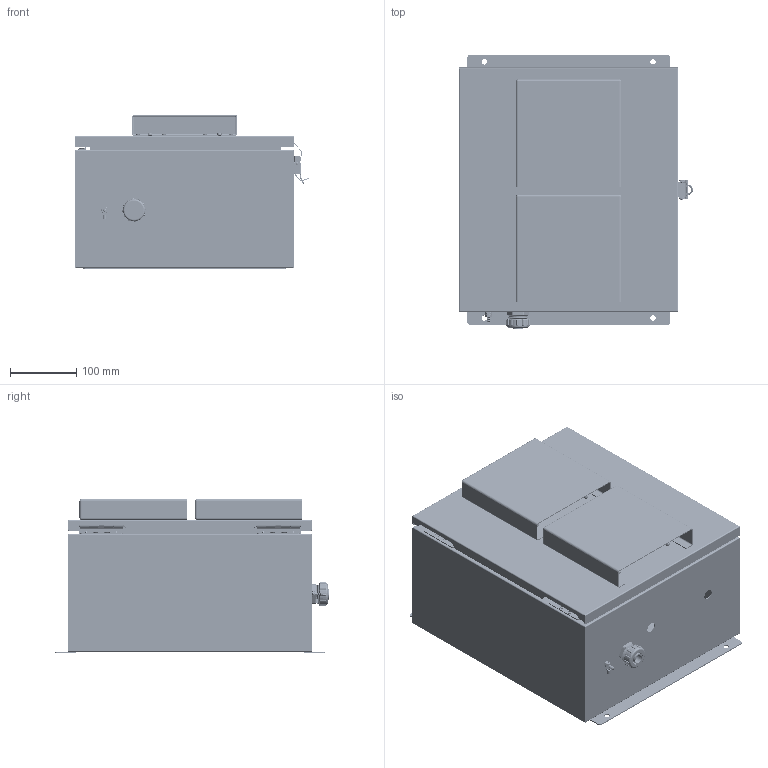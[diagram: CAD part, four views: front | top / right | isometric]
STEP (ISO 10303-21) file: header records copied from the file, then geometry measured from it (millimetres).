
FILE_DESCRIPTION (( 'STEP AP214' ), '1' );
FILE_NAME ('NBSS141207-03V.step', '2020-03-18T19:05:10', ( '' ), ( '' ), 'SwSTEP 2.0', 'SolidWorks 2018', '' );
FILE_SCHEMA (( 'AUTOMOTIVE_DESIGN' ));
Length unit declared in the file: inch
Products named in the file (35): NBSS141207-03V; XCT-0011; NBSS141207_box assy; NBSS_integra_csink wshr; NBSS_integra_gnd stud; XNBSS141207-02; 97526A125_.1348 matl thk; XFS-0026; NBSS_integra_hinge pin; XCT-0005; XFN-0003; XFW-0002; XC-0003_.06 panel; 91115A288_18-8 SS FF THD HEX STDF_91115A288; NBSS141207_lid assy; RIVET_SHORT_12DIA_1; 9912562-82-10_1; 1BE04-068; NBSS141207; NBSS_integra_box brkt; RIVET_LONG_12DIA_1; NBSS_integra_lid hinge; XMH-0001; 10-32 stud^NBSS141207_box assy; NBSS141207_box; NBSS_integra_box hinge; NBSS_integra_latch; XCA-TERM-0007-UL_Used On NB141207-1HF; NBSS_integra_fhscr_91771A830_10-32 x .62lg; NBSS_integra_L-com mtg flange; XCT-0010; NEMA Ground Wire-MA1; XFS-0020_91735A827; NBSS141207_lid; 1AJ09-156_.099 grip
Assembly tree (78 placements, depth 6):
  NBSS141207-03V
    XNBSS141207-02
      NBSS141207
        NBSS141207_box assy
          NBSS141207_box
          NBSS_integra_box hinge  x2
          NBSS_integra_fhscr_91771A830_10-32 x .62lg  x4
          NBSS_integra_box brkt  x2
          NBSS_integra_csink wshr  x4
          NBSS_integra_hinge pin  x2
          NBSS_integra_latch
            9912562-82-10_1
            RIVET_LONG_12DIA_1
            RIVET_SHORT_12DIA_1  x2
          NBSS_integra_gnd stud
          10-32 stud^NBSS141207_box assy
          91115A288_18-8 SS FF THD HEX STDF_91115A288  x4
          NBSS_integra_L-com mtg flange  x2
        NBSS141207_lid assy
          NBSS141207_lid
          NBSS_integra_lid hinge  x2
          NBSS_integra_gnd stud
    XFW-0002  x5
    XFS-0020_91735A827  x4
    XFS-0026
    XFN-0003  x2
    XCT-0005
    XCA-TERM-0007-UL_Used On NB141207-1HF
      NEMA Ground Wire-MA1
      XCT-0010
      XCT-0011
    XMH-0001  x2
    1BE04-068  x2
    97526A125_.1348 matl thk  x12
    1AJ09-156_.099 grip  x8
    XC-0003_.06 panel
Bounding box: 352.42 x 412.75 x 232.44 mm (x, y, z)
Volume: 1039484.8 mm3; surface area: 1403225 mm2
Topology: 82 solids, 88 shells, 3525 faces, 9090 edges, 5771 vertices
Faces by surface type: cylinder 1480, plane 1079, cone 501, torus 334, bspline 91, sphere 40
Entity records: 79415 total; most frequent: CARTESIAN_POINT 22302, DIRECTION 9888, ORIENTED_EDGE 9670, EDGE_CURVE 4839, AXIS2_PLACEMENT_3D 3786, VERTEX_POINT 3050, VECTOR 2316, LINE 2316
